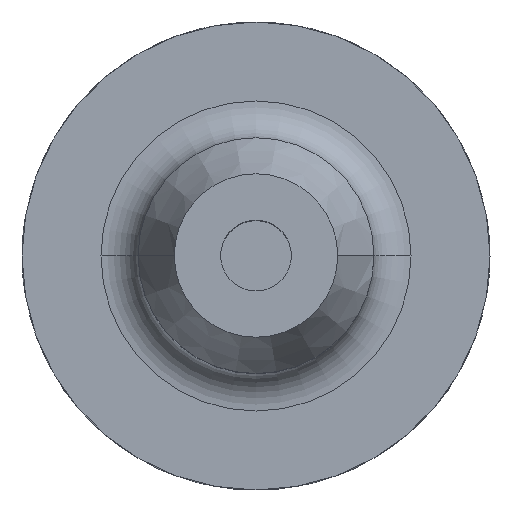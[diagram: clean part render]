
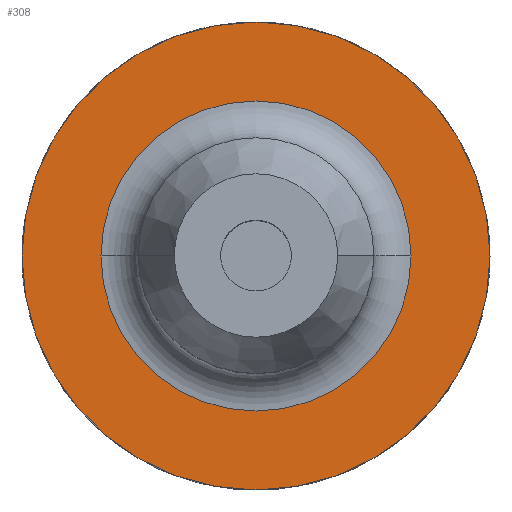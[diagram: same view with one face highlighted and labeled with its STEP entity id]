
A CAD part, top view. The second image highlights one B-rep face of the part: STEP entity #308.
In plain terms, the highlighted planar face has unit normal (0, 0, 1).
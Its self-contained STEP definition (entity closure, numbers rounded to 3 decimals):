
#42 = CARTESIAN_POINT ( 'NONE',  ( -31.5, 0., 27. ) ) ;
#74 = CARTESIAN_POINT ( 'NONE',  ( -20.875, 0., 27. ) ) ;
#87 = DIRECTION ( 'NONE',  ( 0., 0., -1. ) ) ;
#181 = EDGE_CURVE ( 'NONE', #1237, #183, #221, .T. ) ;
#183 = VERTEX_POINT ( 'NONE', #42 ) ;
#221 = CIRCLE ( 'NONE', #1538, 31.5 ) ;
#294 = CARTESIAN_POINT ( 'NONE',  ( 20.875, 0., 27. ) ) ;
#308 = ADVANCED_FACE ( 'NONE', ( #1225, #789 ), #569, .F. ) ;
#310 = DIRECTION ( 'NONE',  ( -1., 0., 0. ) ) ;
#377 = EDGE_LOOP ( 'NONE', ( #537, #895 ) ) ;
#411 = EDGE_CURVE ( 'NONE', #823, #1317, #806, .T. ) ;
#430 = DIRECTION ( 'NONE',  ( 0., 0., -1. ) ) ;
#446 = DIRECTION ( 'NONE',  ( -1., 0., 0. ) ) ;
#481 = CIRCLE ( 'NONE', #825, 20.875 ) ;
#505 = CARTESIAN_POINT ( 'NONE',  ( 0., 0., 27. ) ) ;
#525 = EDGE_CURVE ( 'NONE', #183, #1237, #1447, .T. ) ;
#531 = ORIENTED_EDGE ( 'NONE', *, *, #778, .T. ) ;
#537 = ORIENTED_EDGE ( 'NONE', *, *, #525, .F. ) ;
#569 = PLANE ( 'NONE',  #878 ) ;
#623 = CARTESIAN_POINT ( 'NONE',  ( 31.5, 0., 27. ) ) ;
#627 = DIRECTION ( 'NONE',  ( 0., 0., -1. ) ) ;
#778 = EDGE_CURVE ( 'NONE', #1317, #823, #481, .T. ) ;
#789 = FACE_OUTER_BOUND ( 'NONE', #377, .T. ) ;
#806 = CIRCLE ( 'NONE', #917, 20.875 ) ;
#823 = VERTEX_POINT ( 'NONE', #74 ) ;
#825 = AXIS2_PLACEMENT_3D ( 'NONE', #1192, #1547, #1051 ) ;
#878 = AXIS2_PLACEMENT_3D ( 'NONE', #1203, #87, #446 ) ;
#895 = ORIENTED_EDGE ( 'NONE', *, *, #181, .F. ) ;
#900 = DIRECTION ( 'NONE',  ( 0., 0., -1. ) ) ;
#917 = AXIS2_PLACEMENT_3D ( 'NONE', #936, #430, #310 ) ;
#936 = CARTESIAN_POINT ( 'NONE',  ( 0., 0., 27. ) ) ;
#981 = EDGE_LOOP ( 'NONE', ( #1549, #531 ) ) ;
#1012 = CARTESIAN_POINT ( 'NONE',  ( 0., 0., 27. ) ) ;
#1051 = DIRECTION ( 'NONE',  ( -1., 0., 0. ) ) ;
#1192 = CARTESIAN_POINT ( 'NONE',  ( 0., 0., 27. ) ) ;
#1203 = CARTESIAN_POINT ( 'NONE',  ( 0., 15.875, 27. ) ) ;
#1225 = FACE_BOUND ( 'NONE', #981, .T. ) ;
#1237 = VERTEX_POINT ( 'NONE', #623 ) ;
#1317 = VERTEX_POINT ( 'NONE', #294 ) ;
#1447 = CIRCLE ( 'NONE', #1490, 31.5 ) ;
#1490 = AXIS2_PLACEMENT_3D ( 'NONE', #505, #627, #1496 ) ;
#1496 = DIRECTION ( 'NONE',  ( -1., 0., 0. ) ) ;
#1517 = DIRECTION ( 'NONE',  ( -1., 0., 0. ) ) ;
#1538 = AXIS2_PLACEMENT_3D ( 'NONE', #1012, #900, #1517 ) ;
#1547 = DIRECTION ( 'NONE',  ( 0., 0., -1. ) ) ;
#1549 = ORIENTED_EDGE ( 'NONE', *, *, #411, .T. ) ;
